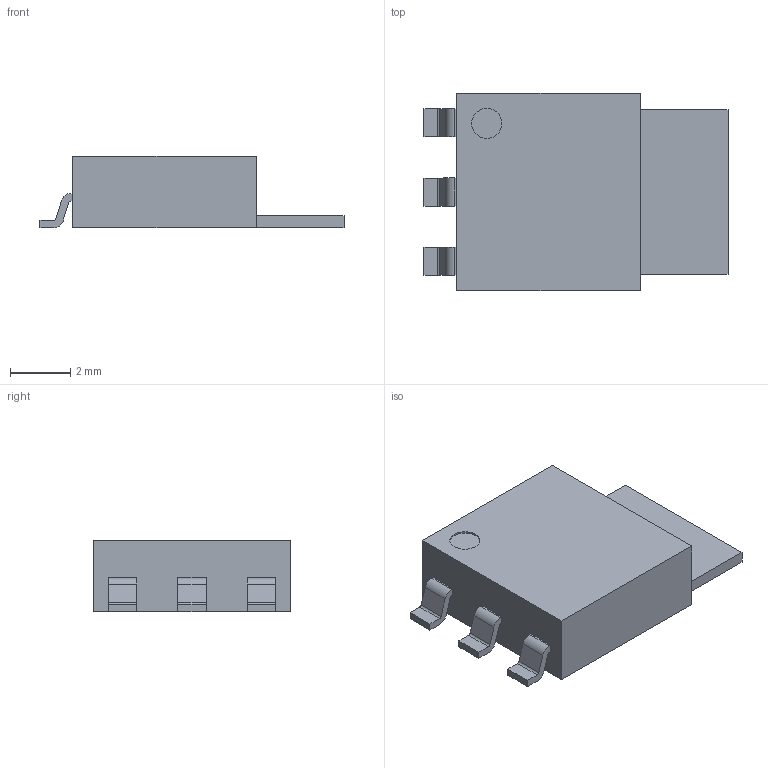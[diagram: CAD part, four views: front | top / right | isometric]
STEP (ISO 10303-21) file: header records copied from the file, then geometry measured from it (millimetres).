
FILE_DESCRIPTION (( 'STEP AP214' ), '1' );
FILE_NAME ( 'DPAK4P229_1007X238L159X93T520X546.STEP', '2022-11-18T14:10:41', ( '' ), ( '' ), '', '©2017 PCB Libraries, Inc.', '' );
FILE_SCHEMA (( 'AUTOMOTIVE_DESIGN' ));
Length unit declared in the file: millimetre
Products named in the file (1): DPAK4P229_1007X238L159X93T520X546
Bounding box: 10.07 x 6.54 x 2.38 mm (x, y, z)
Volume: 102.3 mm3; surface area: 220.3 mm2
Topology: 5 solids, 5 shells, 61 faces, 150 edges, 100 vertices
Faces by surface type: plane 47, cylinder 14
Entity records: 2046 total; most frequent: CARTESIAN_POINT 312, DIRECTION 302, ORIENTED_EDGE 300, EDGE_CURVE 150, VECTOR 122, LINE 122, VERTEX_POINT 100, AXIS2_PLACEMENT_3D 90
